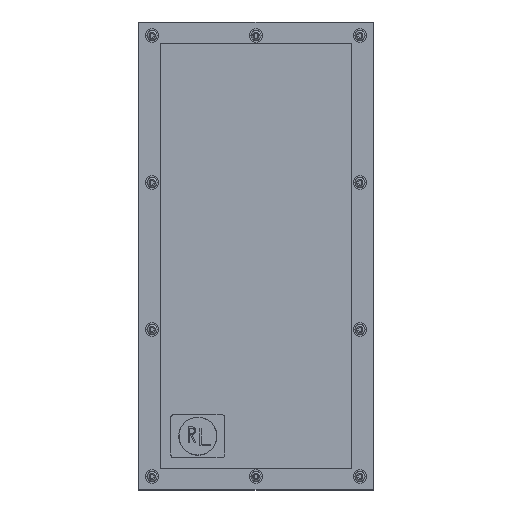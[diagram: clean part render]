
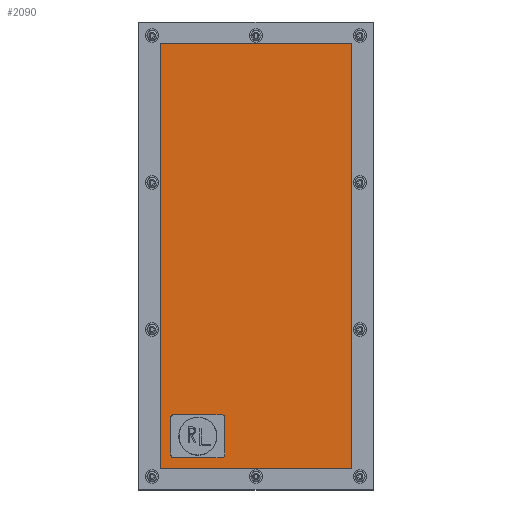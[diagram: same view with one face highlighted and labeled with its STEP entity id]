
A CAD part, top view. The second image highlights one B-rep face of the part: STEP entity #2090.
In plain terms, the highlighted planar face has unit normal (0, 0, 1).
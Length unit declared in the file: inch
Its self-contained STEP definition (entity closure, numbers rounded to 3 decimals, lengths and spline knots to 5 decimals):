
#141=LINE('',#3132,#270);
#145=LINE('',#3140,#274);
#148=LINE('',#3146,#277);
#151=LINE('',#3151,#280);
#270=VECTOR('',#2519,21.75);
#274=VECTOR('',#2525,10.90625);
#277=VECTOR('',#2530,21.75);
#280=VECTOR('',#2535,10.90625);
#403=PLANE('',#2243);
#481=FACE_BOUND('',#715,.T.);
#482=FACE_BOUND('',#716,.T.);
#483=FACE_BOUND('',#717,.T.);
#484=FACE_BOUND('',#718,.T.);
#485=FACE_BOUND('',#719,.T.);
#486=FACE_BOUND('',#720,.T.);
#487=FACE_BOUND('',#721,.T.);
#488=FACE_BOUND('',#722,.T.);
#489=FACE_BOUND('',#723,.T.);
#490=FACE_BOUND('',#724,.T.);
#579=FACE_OUTER_BOUND('',#714,.T.);
#714=EDGE_LOOP('',(#1484,#1485,#1486,#1487));
#715=EDGE_LOOP('',(#1488));
#716=EDGE_LOOP('',(#1489));
#717=EDGE_LOOP('',(#1490));
#718=EDGE_LOOP('',(#1491));
#719=EDGE_LOOP('',(#1492));
#720=EDGE_LOOP('',(#1493));
#721=EDGE_LOOP('',(#1494));
#722=EDGE_LOOP('',(#1495));
#723=EDGE_LOOP('',(#1496));
#724=EDGE_LOOP('',(#1497));
#910=CIRCLE('',#2211,0.14063);
#912=CIRCLE('',#2214,0.14063);
#914=CIRCLE('',#2217,0.14063);
#916=CIRCLE('',#2220,0.14063);
#918=CIRCLE('',#2223,0.14063);
#920=CIRCLE('',#2226,0.14063);
#922=CIRCLE('',#2229,0.14063);
#924=CIRCLE('',#2232,0.14063);
#926=CIRCLE('',#2235,0.14063);
#928=CIRCLE('',#2238,0.14063);
#1008=VERTEX_POINT('',#3082);
#1010=VERTEX_POINT('',#3087);
#1012=VERTEX_POINT('',#3092);
#1014=VERTEX_POINT('',#3097);
#1016=VERTEX_POINT('',#3102);
#1018=VERTEX_POINT('',#3107);
#1020=VERTEX_POINT('',#3112);
#1022=VERTEX_POINT('',#3117);
#1024=VERTEX_POINT('',#3122);
#1026=VERTEX_POINT('',#3127);
#1027=VERTEX_POINT('',#3130);
#1028=VERTEX_POINT('',#3131);
#1031=VERTEX_POINT('',#3139);
#1033=VERTEX_POINT('',#3145);
#1196=EDGE_CURVE('',#1008,#1008,#910,.T.);
#1198=EDGE_CURVE('',#1010,#1010,#912,.T.);
#1200=EDGE_CURVE('',#1012,#1012,#914,.T.);
#1202=EDGE_CURVE('',#1014,#1014,#916,.T.);
#1204=EDGE_CURVE('',#1016,#1016,#918,.T.);
#1206=EDGE_CURVE('',#1018,#1018,#920,.T.);
#1208=EDGE_CURVE('',#1020,#1020,#922,.T.);
#1210=EDGE_CURVE('',#1022,#1022,#924,.T.);
#1212=EDGE_CURVE('',#1024,#1024,#926,.T.);
#1214=EDGE_CURVE('',#1026,#1026,#928,.T.);
#1215=EDGE_CURVE('',#1027,#1028,#141,.T.);
#1219=EDGE_CURVE('',#1028,#1031,#145,.T.);
#1222=EDGE_CURVE('',#1031,#1033,#148,.T.);
#1225=EDGE_CURVE('',#1033,#1027,#151,.T.);
#1484=ORIENTED_EDGE('',*,*,#1215,.F.);
#1485=ORIENTED_EDGE('',*,*,#1225,.F.);
#1486=ORIENTED_EDGE('',*,*,#1222,.F.);
#1487=ORIENTED_EDGE('',*,*,#1219,.F.);
#1488=ORIENTED_EDGE('',*,*,#1196,.T.);
#1489=ORIENTED_EDGE('',*,*,#1198,.T.);
#1490=ORIENTED_EDGE('',*,*,#1200,.T.);
#1491=ORIENTED_EDGE('',*,*,#1202,.T.);
#1492=ORIENTED_EDGE('',*,*,#1204,.T.);
#1493=ORIENTED_EDGE('',*,*,#1206,.T.);
#1494=ORIENTED_EDGE('',*,*,#1208,.T.);
#1495=ORIENTED_EDGE('',*,*,#1210,.T.);
#1496=ORIENTED_EDGE('',*,*,#1212,.T.);
#1497=ORIENTED_EDGE('',*,*,#1214,.T.);
#2090=ADVANCED_FACE('',(#579,#481,#482,#483,#484,#485,#486,#487,#488,#489,
#490),#403,.T.);
#2211=AXIS2_PLACEMENT_3D('',#3083,#2461,#2462);
#2214=AXIS2_PLACEMENT_3D('',#3088,#2467,#2468);
#2217=AXIS2_PLACEMENT_3D('',#3093,#2473,#2474);
#2220=AXIS2_PLACEMENT_3D('',#3098,#2479,#2480);
#2223=AXIS2_PLACEMENT_3D('',#3103,#2485,#2486);
#2226=AXIS2_PLACEMENT_3D('',#3108,#2491,#2492);
#2229=AXIS2_PLACEMENT_3D('',#3113,#2497,#2498);
#2232=AXIS2_PLACEMENT_3D('',#3118,#2503,#2504);
#2235=AXIS2_PLACEMENT_3D('',#3123,#2509,#2510);
#2238=AXIS2_PLACEMENT_3D('',#3128,#2515,#2516);
#2243=AXIS2_PLACEMENT_3D('',#3153,#2537,#2538);
#2461=DIRECTION('center_axis',(0.,0.,-1.));
#2462=DIRECTION('ref_axis',(-1.,0.,0.));
#2467=DIRECTION('center_axis',(0.,0.,-1.));
#2468=DIRECTION('ref_axis',(-1.,0.,0.));
#2473=DIRECTION('center_axis',(0.,0.,-1.));
#2474=DIRECTION('ref_axis',(-1.,0.,0.));
#2479=DIRECTION('center_axis',(0.,0.,-1.));
#2480=DIRECTION('ref_axis',(-1.,0.,0.));
#2485=DIRECTION('center_axis',(0.,0.,-1.));
#2486=DIRECTION('ref_axis',(-1.,0.,0.));
#2491=DIRECTION('center_axis',(0.,0.,-1.));
#2492=DIRECTION('ref_axis',(-1.,0.,0.));
#2497=DIRECTION('center_axis',(0.,0.,-1.));
#2498=DIRECTION('ref_axis',(-1.,0.,0.));
#2503=DIRECTION('center_axis',(0.,0.,-1.));
#2504=DIRECTION('ref_axis',(-1.,0.,0.));
#2509=DIRECTION('center_axis',(0.,0.,-1.));
#2510=DIRECTION('ref_axis',(-1.,0.,0.));
#2515=DIRECTION('center_axis',(0.,0.,-1.));
#2516=DIRECTION('ref_axis',(-1.,0.,0.));
#2519=DIRECTION('',(0.,-1.,0.));
#2525=DIRECTION('',(-1.,0.,0.));
#2530=DIRECTION('',(0.,1.,0.));
#2535=DIRECTION('',(1.,0.,0.));
#2537=DIRECTION('center_axis',(0.,0.,1.));
#2538=DIRECTION('ref_axis',(1.,0.,0.));
#3082=CARTESIAN_POINT('',(4.96875,-10.25,0.125));
#3083=CARTESIAN_POINT('Origin',(4.82813,-10.25,0.125));
#3087=CARTESIAN_POINT('',(0.14063,-10.25,0.125));
#3088=CARTESIAN_POINT('Origin',(0.,-10.25,0.125));
#3092=CARTESIAN_POINT('',(-4.6875,-10.25,0.125));
#3093=CARTESIAN_POINT('Origin',(-4.82813,-10.25,0.125));
#3097=CARTESIAN_POINT('',(4.96875,-3.41667,0.125));
#3098=CARTESIAN_POINT('Origin',(4.82813,-3.41667,0.125));
#3102=CARTESIAN_POINT('',(-4.6875,-3.41667,0.125));
#3103=CARTESIAN_POINT('Origin',(-4.82813,-3.41667,0.125));
#3107=CARTESIAN_POINT('',(4.96875,3.41667,0.125));
#3108=CARTESIAN_POINT('Origin',(4.82813,3.41667,0.125));
#3112=CARTESIAN_POINT('',(-4.6875,3.41667,0.125));
#3113=CARTESIAN_POINT('Origin',(-4.82813,3.41667,0.125));
#3117=CARTESIAN_POINT('',(4.96875,10.25,0.125));
#3118=CARTESIAN_POINT('Origin',(4.82813,10.25,0.125));
#3122=CARTESIAN_POINT('',(0.14062,10.25,0.125));
#3123=CARTESIAN_POINT('Origin',(0.,10.25,0.125));
#3127=CARTESIAN_POINT('',(-4.6875,10.25,0.125));
#3128=CARTESIAN_POINT('Origin',(-4.82813,10.25,0.125));
#3130=CARTESIAN_POINT('',(5.45313,10.875,0.125));
#3131=CARTESIAN_POINT('',(5.45313,-10.875,0.125));
#3132=CARTESIAN_POINT('',(5.45313,10.875,0.125));
#3139=CARTESIAN_POINT('',(-5.45313,-10.875,0.125));
#3140=CARTESIAN_POINT('',(5.45313,-10.875,0.125));
#3145=CARTESIAN_POINT('',(-5.45313,10.875,0.125));
#3146=CARTESIAN_POINT('',(-5.45313,-10.875,0.125));
#3151=CARTESIAN_POINT('',(-5.45313,10.875,0.125));
#3153=CARTESIAN_POINT('Origin',(0.,0.,
0.125));
